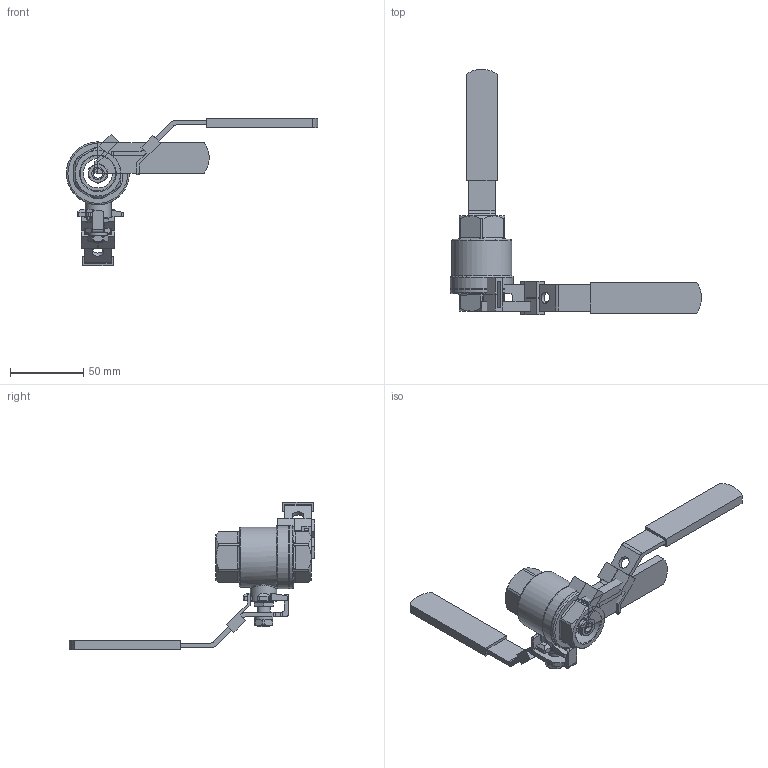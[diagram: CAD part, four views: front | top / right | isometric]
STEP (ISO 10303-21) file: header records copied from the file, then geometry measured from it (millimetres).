
FILE_DESCRIPTION( ( 'Unknown' ), '1' );
FILE_NAME( '9300-05r-STEP-KUNDE.stp', 'Unknown', ( 'Unknown' ), ( 'Unknown' ), 'PSStep 13.0', 'Unknown', ' ' );
FILE_SCHEMA( ( 'AUTOMOTIVE_DESIGN { 1 0 10303 214 1 1 1 1 }' ) );
Length unit declared in the file: millimetre
Products named in the file (8): Hebel 020-025; Assem1; Kunsstoffummantelung; Lasche; Hebel_020-025; Unterlegscheibe ø8,5; Sechskantmutter M8 flach; 8.100.020
Bounding box: 171.5 x 167.76 x 101 mm (x, y, z)
Volume: 157493.6 mm3; surface area: 81861.3 mm2
Topology: 15 solids, 15 shells, 524 faces, 1363 edges, 900 vertices
Faces by surface type: plane 304, cylinder 176, cone 36, torus 6, bspline 2
Full cylindrical faces by diameter (mm): 6.647 x2, 8 x3, 8.5 x2, 9 x2, 12 x2, 12.5 x2, 18 x2, 20 x2, 24.117 x4, 41 x2, 42.5 x2, 43 x4
Entity records: 9985 total; most frequent: CARTESIAN_POINT 2689, DIRECTION 1104, ORIENTED_EDGE 1104, EDGE_CURVE 552, AXIS2_PLACEMENT_3D 400, VERTEX_POINT 375, LINE 304, VECTOR 304
